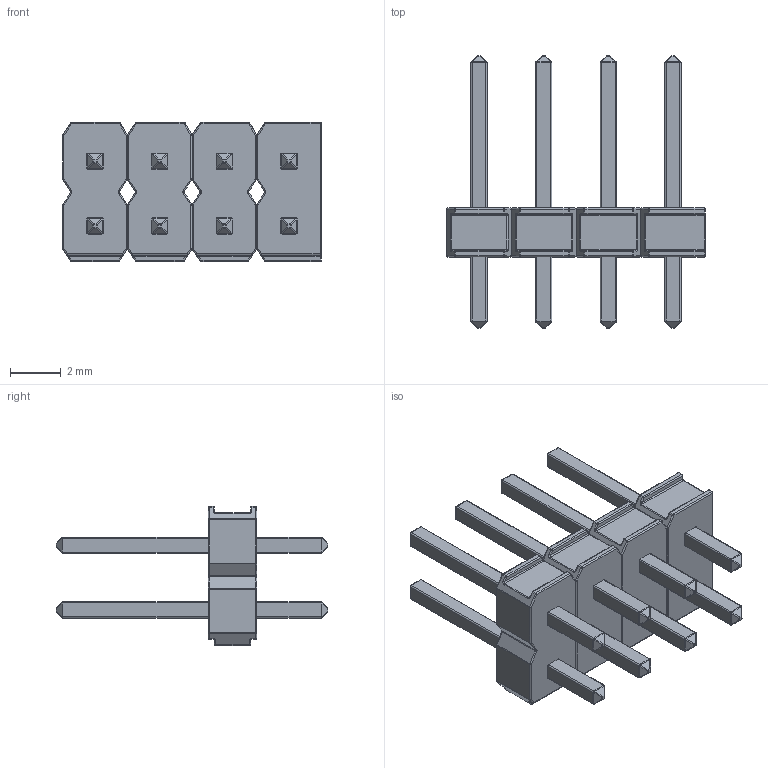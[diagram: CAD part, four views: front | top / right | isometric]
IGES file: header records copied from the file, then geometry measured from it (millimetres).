
Start section: SolidWorks IGES file using analytic representation for surfaces
Global section: file name: 929836-01-05.IGS; native system: SolidWorks 2014; preprocessor: SolidWorks 2014; author: keith_wheeler; date: 171117.134007; units: millimetre
Bounding box: 10.16 x 10.68 x 5.46 mm (x, y, z)
Surface area: 389.1 mm2 (no closed solid volume)
Topology: 0 solids, 0 shells, 1025 faces, 4828 edges, 4700 vertices
Faces by surface type: revolution 744, bspline 281
